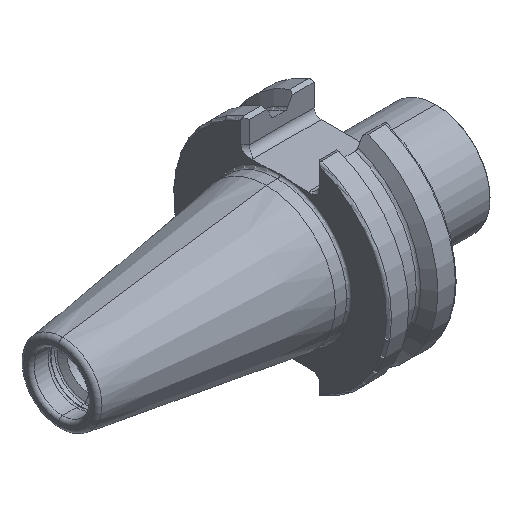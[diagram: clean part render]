
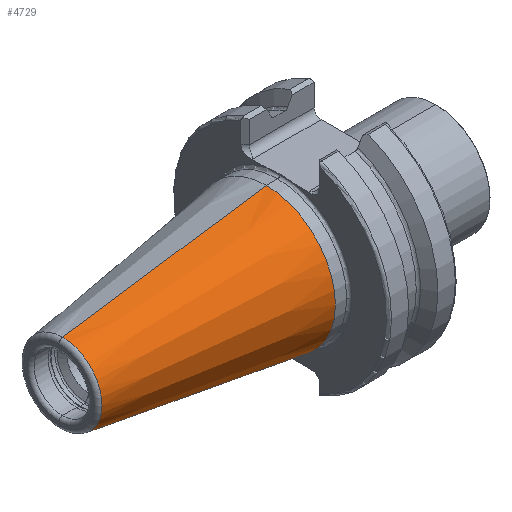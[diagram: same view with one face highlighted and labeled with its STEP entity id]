
A CAD part, isometric view. The second image highlights one B-rep face of the part: STEP entity #4729.
In plain terms, the highlighted conical face has half-angle 8.297 degrees and reference radius 15.875 mm.
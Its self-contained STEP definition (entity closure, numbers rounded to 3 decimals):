
#108 = VERTEX_POINT ( 'NONE', #4208 ) ;
#169 = ORIENTED_EDGE ( 'NONE', *, *, #3868, .F. ) ;
#645 = CARTESIAN_POINT ( 'NONE',  ( -46.794, 0., -9.051 ) ) ;
#700 = VERTEX_POINT ( 'NONE', #2340 ) ;
#1165 = VERTEX_POINT ( 'NONE', #5224 ) ;
#1638 = CONICAL_SURFACE ( 'NONE', #5076, 15.875, 0.145 ) ;
#1684 = FACE_OUTER_BOUND ( 'NONE', #3298, .T. ) ;
#2010 = DIRECTION ( 'NONE',  ( 0.99, 0., 0.144 ) ) ;
#2039 = AXIS2_PLACEMENT_3D ( 'NONE', #4012, #3960, #3692 ) ;
#2060 = CARTESIAN_POINT ( 'NONE',  ( 0., 0., 15.875 ) ) ;
#2340 = CARTESIAN_POINT ( 'NONE',  ( -46.794, 0., 9.051 ) ) ;
#2486 = EDGE_CURVE ( 'NONE', #700, #108, #3822, .T. ) ;
#2621 = CARTESIAN_POINT ( 'NONE',  ( 0., 0., -15.875 ) ) ;
#2627 = EDGE_CURVE ( 'NONE', #5263, #1165, #3715, .T. ) ;
#2659 = DIRECTION ( 'NONE',  ( 0.99, 0., -0.144 ) ) ;
#2675 = CIRCLE ( 'NONE', #2768, 9.051 ) ;
#2686 = CIRCLE ( 'NONE', #2039, 15.875 ) ;
#2768 = AXIS2_PLACEMENT_3D ( 'NONE', #4289, #4238, #4228 ) ;
#2923 = CARTESIAN_POINT ( 'NONE',  ( 0., 0., 0. ) ) ;
#2950 = DIRECTION ( 'NONE',  ( 1., 0., 0. ) ) ;
#2974 = DIRECTION ( 'NONE',  ( 0., 0., -1. ) ) ;
#3298 = EDGE_LOOP ( 'NONE', ( #5463, #169, #5459, #5455 ) ) ;
#3692 = DIRECTION ( 'NONE',  ( 0., 0., 1. ) ) ;
#3697 = VECTOR ( 'NONE', #2659, 1000. ) ;
#3715 = LINE ( 'NONE', #2621, #3697 ) ;
#3812 = VECTOR ( 'NONE', #2010, 1000. ) ;
#3822 = LINE ( 'NONE', #2060, #3812 ) ;
#3868 = EDGE_CURVE ( 'NONE', #5263, #700, #2675, .T. ) ;
#3874 = EDGE_CURVE ( 'NONE', #1165, #108, #2686, .T. ) ;
#3960 = DIRECTION ( 'NONE',  ( -1., 0., 0. ) ) ;
#4012 = CARTESIAN_POINT ( 'NONE',  ( 0., 0., 0. ) ) ;
#4208 = CARTESIAN_POINT ( 'NONE',  ( 0., 0., 15.875 ) ) ;
#4228 = DIRECTION ( 'NONE',  ( 0., 0., 1. ) ) ;
#4238 = DIRECTION ( 'NONE',  ( -1., 0., 0. ) ) ;
#4289 = CARTESIAN_POINT ( 'NONE',  ( -46.794, 0., 0. ) ) ;
#4729 = ADVANCED_FACE ( 'NONE', ( #1684 ), #1638, .T. ) ;
#5076 = AXIS2_PLACEMENT_3D ( 'NONE', #2923, #2950, #2974 ) ;
#5224 = CARTESIAN_POINT ( 'NONE',  ( 0., 0., -15.875 ) ) ;
#5263 = VERTEX_POINT ( 'NONE', #645 ) ;
#5455 = ORIENTED_EDGE ( 'NONE', *, *, #3874, .T. ) ;
#5459 = ORIENTED_EDGE ( 'NONE', *, *, #2627, .T. ) ;
#5463 = ORIENTED_EDGE ( 'NONE', *, *, #2486, .F. ) ;
